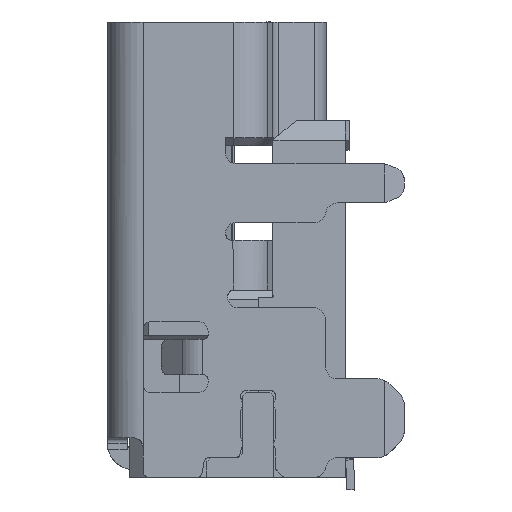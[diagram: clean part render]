
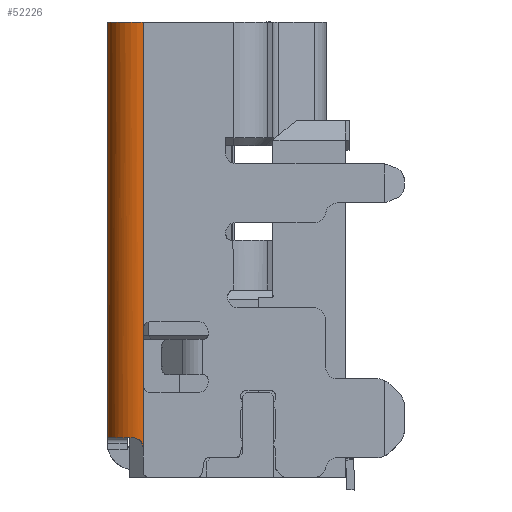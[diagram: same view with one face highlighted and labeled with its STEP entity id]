
A CAD part, left-side view. The second image highlights one B-rep face of the part: STEP entity #52226.
In plain terms, the highlighted cylindrical face has radius 0.9 mm (diameter 1.8 mm), a partial arc.
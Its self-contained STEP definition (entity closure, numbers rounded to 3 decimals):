
#20 = CARTESIAN_POINT ( 'NONE',  ( -6.6, 0.525, 2.5 ) ) ;
#4190 = CYLINDRICAL_SURFACE ( 'NONE', #25472, 0.9 ) ;
#8814 = EDGE_CURVE ( 'NONE', #112750, #48493, #96559, .T. ) ;
#10025 = CARTESIAN_POINT ( 'NONE',  ( -7.465, -0.125, -8.05 ) ) ;
#12751 = AXIS2_PLACEMENT_3D ( 'NONE', #41123, #58927, #93422 ) ;
#13136 = CARTESIAN_POINT ( 'NONE',  ( -7.5, -0.375, -6.7 ) ) ;
#13229 = CARTESIAN_POINT ( 'NONE',  ( -6.6, -0.375, 2.5 ) ) ;
#14203 = DIRECTION ( 'NONE',  ( 0., 0., 1. ) ) ;
#17370 = VERTEX_POINT ( 'NONE', #13136 ) ;
#18274 = VERTEX_POINT ( 'NONE', #111662 ) ;
#19827 = CARTESIAN_POINT ( 'NONE',  ( -7.5, -0.375, -8.3 ) ) ;
#20015 = CARTESIAN_POINT ( 'NONE',  ( -7.465, -0.125, -8.05 ) ) ;
#23796 = DIRECTION ( 'NONE',  ( 0., 0., 1. ) ) ;
#25221 = EDGE_LOOP ( 'NONE', ( #101146, #85350, #37232, #47438, #80884, #89415, #101518 ) ) ;
#25472 = AXIS2_PLACEMENT_3D ( 'NONE', #48425, #108772, #82328 ) ;
#28257 = VECTOR ( 'NONE', #97125, 1000. ) ;
#29789 = DIRECTION ( 'NONE',  ( 0., 0., 1. ) ) ;
#33027 = CARTESIAN_POINT ( 'NONE',  ( -7.493, -0.251, -8.075 ) ) ;
#34875 = CARTESIAN_POINT ( 'NONE',  ( -6.6, 0.525, -8.05 ) ) ;
#37232 = ORIENTED_EDGE ( 'NONE', *, *, #111590, .T. ) ;
#39769 = CIRCLE ( 'NONE', #78330, 0.9 ) ;
#41123 = CARTESIAN_POINT ( 'NONE',  ( -6.6, -0.375, -8.05 ) ) ;
#47438 = ORIENTED_EDGE ( 'NONE', *, *, #94286, .F. ) ;
#47590 = LINE ( 'NONE', #54522, #55847 ) ;
#48425 = CARTESIAN_POINT ( 'NONE',  ( -6.6, -0.375, -8.365 ) ) ;
#48493 = VERTEX_POINT ( 'NONE', #56586 ) ;
#49705 = CARTESIAN_POINT ( 'NONE',  ( -7.5, -0.375, -8.23 ) ) ;
#52226 = ADVANCED_FACE ( 'NONE', ( #100722 ), #4190, .T. ) ;
#54522 = CARTESIAN_POINT ( 'NONE',  ( -7.5, -0.375, -8.365 ) ) ;
#55664 = VECTOR ( 'NONE', #14203, 1000. ) ;
#55847 = VECTOR ( 'NONE', #29789, 1000. ) ;
#56586 = CARTESIAN_POINT ( 'NONE',  ( -6.6, 0.525, 2.5 ) ) ;
#57878 = LINE ( 'NONE', #110168, #55664 ) ;
#58170 = EDGE_CURVE ( 'NONE', #109178, #17370, #47590, .T. ) ;
#58885 = CARTESIAN_POINT ( 'NONE',  ( -7.484, -0.192, -8.05 ) ) ;
#58927 = DIRECTION ( 'NONE',  ( 0., 0., 1. ) ) ;
#60922 = VECTOR ( 'NONE', #23796, 1000. ) ;
#64250 = CARTESIAN_POINT ( 'NONE',  ( -7.5, -0.375, -8.3 ) ) ;
#66119 = DIRECTION ( 'NONE',  ( 1., 0., 0. ) ) ;
#74496 = EDGE_CURVE ( 'NONE', #112750, #80045, #98988, .T. ) ;
#75410 = VERTEX_POINT ( 'NONE', #94279 ) ;
#76118 = CARTESIAN_POINT ( 'NONE',  ( -7.501, -0.35, -8.171 ) ) ;
#78330 = AXIS2_PLACEMENT_3D ( 'NONE', #13229, #91412, #66119 ) ;
#80045 = VERTEX_POINT ( 'NONE', #10025 ) ;
#80884 = ORIENTED_EDGE ( 'NONE', *, *, #8814, .F. ) ;
#82328 = DIRECTION ( 'NONE',  ( 1., 0., 0. ) ) ;
#85350 = ORIENTED_EDGE ( 'NONE', *, *, #110439, .T. ) ;
#85824 = LINE ( 'NONE', #103655, #60922 ) ;
#89415 = ORIENTED_EDGE ( 'NONE', *, *, #74496, .T. ) ;
#91412 = DIRECTION ( 'NONE',  ( 0., 0., 1. ) ) ;
#93422 = DIRECTION ( 'NONE',  ( 1., 0., 0. ) ) ;
#94279 = CARTESIAN_POINT ( 'NONE',  ( -7.5, -0.375, 2.5 ) ) ;
#94286 = EDGE_CURVE ( 'NONE', #48493, #75410, #39769, .T. ) ;
#96559 = LINE ( 'NONE', #20, #28257 ) ;
#97125 = DIRECTION ( 'NONE',  ( 0., 0., 1. ) ) ;
#98988 = CIRCLE ( 'NONE', #12751, 0.9 ) ;
#100722 = FACE_OUTER_BOUND ( 'NONE', #25221, .T. ) ;
#101146 = ORIENTED_EDGE ( 'NONE', *, *, #58170, .T. ) ;
#101518 = ORIENTED_EDGE ( 'NONE', *, *, #106852, .T. ) ;
#103356 = B_SPLINE_CURVE_WITH_KNOTS ( 'NONE', 3,
 ( #20015, #58885, #33027, #76118, #49705, #64250 ),
 .UNSPECIFIED., .F., .F.,
 ( 4, 2, 4 ),
 ( 0., 0.5, 1. ),
 .UNSPECIFIED. ) ;
#103655 = CARTESIAN_POINT ( 'NONE',  ( -7.5, -0.375, -8.365 ) ) ;
#106852 = EDGE_CURVE ( 'NONE', #80045, #109178, #103356, .T. ) ;
#108772 = DIRECTION ( 'NONE',  ( 0., 0., 1. ) ) ;
#109178 = VERTEX_POINT ( 'NONE', #19827 ) ;
#110168 = CARTESIAN_POINT ( 'NONE',  ( -7.5, -0.375, -8.365 ) ) ;
#110439 = EDGE_CURVE ( 'NONE', #17370, #18274, #85824, .T. ) ;
#111590 = EDGE_CURVE ( 'NONE', #18274, #75410, #57878, .T. ) ;
#111662 = CARTESIAN_POINT ( 'NONE',  ( -7.5, -0.375, -5.3 ) ) ;
#112750 = VERTEX_POINT ( 'NONE', #34875 ) ;
